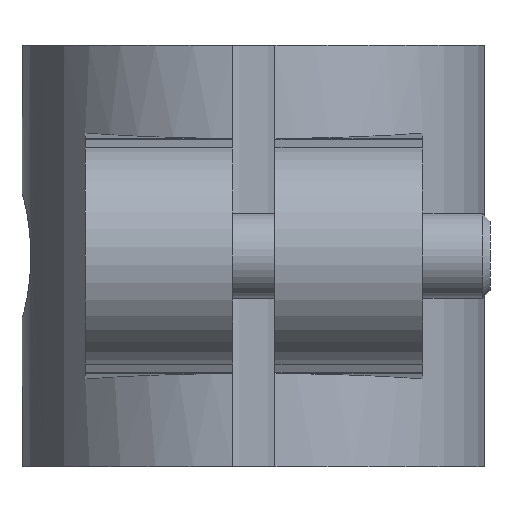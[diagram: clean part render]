
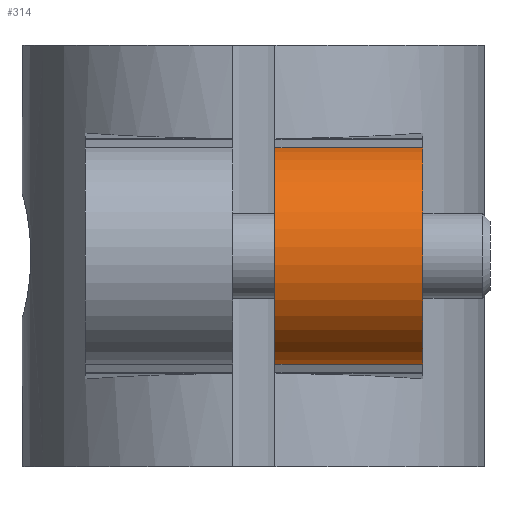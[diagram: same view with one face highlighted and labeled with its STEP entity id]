
A CAD part, left-side view. The second image highlights one B-rep face of the part: STEP entity #314.
In plain terms, the highlighted cylindrical face has radius 13 mm (diameter 26 mm), a partial arc.
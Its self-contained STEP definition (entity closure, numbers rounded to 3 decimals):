
#314 = ADVANCED_FACE( '', ( #745 ), #746, .T. );
#745 = FACE_OUTER_BOUND( '', #1306, .T. );
#746 = CYLINDRICAL_SURFACE( '', #1307, 13. );
#1306 = EDGE_LOOP( '', ( #2170, #2171, #2172, #2173 ) );
#1307 = AXIS2_PLACEMENT_3D( '', #2174, #2175, #2176 );
#2170 = ORIENTED_EDGE( '', *, *, #3394, .F. );
#2171 = ORIENTED_EDGE( '', *, *, #3455, .T. );
#2172 = ORIENTED_EDGE( '', *, *, #3456, .T. );
#2173 = ORIENTED_EDGE( '', *, *, #3457, .F. );
#2174 = CARTESIAN_POINT( '', ( -32., 20., 25. ) );
#2175 = DIRECTION( '', ( 0., 1., 0. ) );
#2176 = DIRECTION( '', ( 0., 0., -1. ) );
#3394 = EDGE_CURVE( '', #4131, #4133, #4134, .T. );
#3455 = EDGE_CURVE( '', #4131, #4233, #4234, .T. );
#3456 = EDGE_CURVE( '', #4233, #4235, #4236, .T. );
#3457 = EDGE_CURVE( '', #4133, #4235, #4237, .T. );
#4131 = VERTEX_POINT( '', #5251 );
#4133 = VERTEX_POINT( '', #5254 );
#4134 = CIRCLE( '', #5255, 13. );
#4233 = VERTEX_POINT( '', #5409 );
#4234 = LINE( '', #5410, #5411 );
#4235 = VERTEX_POINT( '', #5412 );
#4236 = CIRCLE( '', #5413, 13. );
#4237 = LINE( '', #5414, #5415 );
#5251 = CARTESIAN_POINT( '', ( -34.161, -2.5, 12.181 ) );
#5254 = CARTESIAN_POINT( '', ( -34.161, -2.5, 37.819 ) );
#5255 = AXIS2_PLACEMENT_3D( '', #6246, #6247, #6248 );
#5409 = CARTESIAN_POINT( '', ( -34.161, -20., 12.181 ) );
#5410 = CARTESIAN_POINT( '', ( -34.161, 20., 12.181 ) );
#5411 = VECTOR( '', #6316, 1000. );
#5412 = CARTESIAN_POINT( '', ( -34.161, -20., 37.819 ) );
#5413 = AXIS2_PLACEMENT_3D( '', #6317, #6318, #6319 );
#5414 = CARTESIAN_POINT( '', ( -34.161, 20., 37.819 ) );
#5415 = VECTOR( '', #6320, 1000. );
#6246 = CARTESIAN_POINT( '', ( -32., -2.5, 25. ) );
#6247 = DIRECTION( '', ( 0., 1., 0. ) );
#6248 = DIRECTION( '', ( 0., 0., 1. ) );
#6316 = DIRECTION( '', ( 0., -1., 0. ) );
#6317 = CARTESIAN_POINT( '', ( -32., -20., 25. ) );
#6318 = DIRECTION( '', ( 0., 1., 0. ) );
#6319 = DIRECTION( '', ( 1., 0., 0. ) );
#6320 = DIRECTION( '', ( 0., -1., 0. ) );
